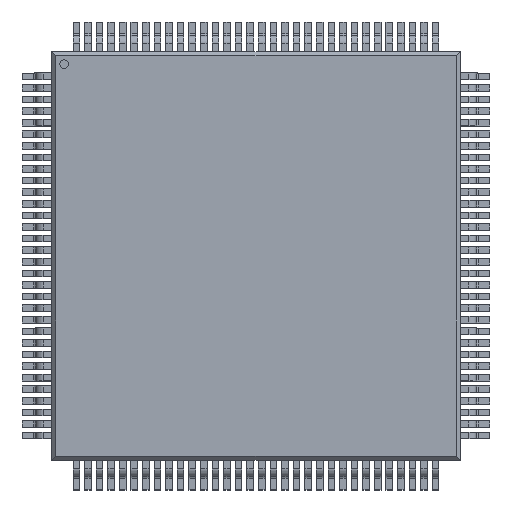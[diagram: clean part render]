
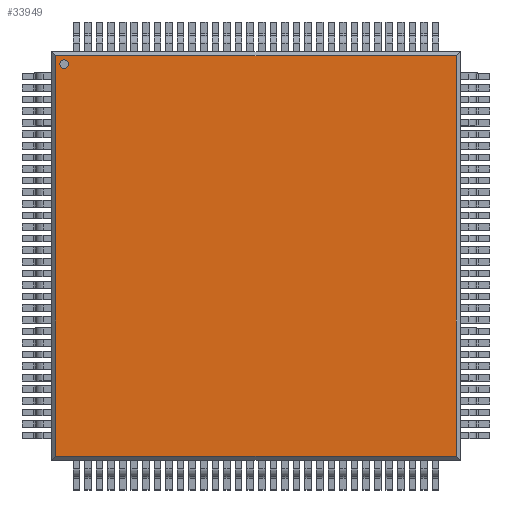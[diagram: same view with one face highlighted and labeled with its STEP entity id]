
A CAD part, top view. The second image highlights one B-rep face of the part: STEP entity #33949.
In plain terms, the highlighted planar face has unit normal (0, 0, 1).
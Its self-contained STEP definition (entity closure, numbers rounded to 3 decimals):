
#78=FACE_BOUND('',#5106,.T.);
#1169=CIRCLE('',#36650,0.15);
#3360=FACE_OUTER_BOUND('',#5105,.T.);
#5105=EDGE_LOOP('',(#29155,#29156,#29157,#29158));
#5106=EDGE_LOOP('',(#29159));
#8772=LINE('',#55075,#12389);
#8777=LINE('',#55085,#12394);
#8779=LINE('',#55089,#12396);
#8782=LINE('',#55094,#12399);
#12389=VECTOR('',#45657,1.);
#12394=VECTOR('',#45664,1.);
#12396=VECTOR('',#45668,1.);
#12399=VECTOR('',#45673,1.);
#15490=VERTEX_POINT('',#55068);
#15491=VERTEX_POINT('',#55073);
#15492=VERTEX_POINT('',#55074);
#15496=VERTEX_POINT('',#55084);
#15497=VERTEX_POINT('',#55088);
#20125=EDGE_CURVE('',#15490,#15490,#1169,.T.);
#20126=EDGE_CURVE('',#15491,#15492,#8772,.T.);
#20131=EDGE_CURVE('',#15492,#15496,#8777,.T.);
#20133=EDGE_CURVE('',#15497,#15491,#8779,.T.);
#20136=EDGE_CURVE('',#15496,#15497,#8782,.T.);
#29155=ORIENTED_EDGE('',*,*,#20126,.F.);
#29156=ORIENTED_EDGE('',*,*,#20133,.F.);
#29157=ORIENTED_EDGE('',*,*,#20136,.F.);
#29158=ORIENTED_EDGE('',*,*,#20131,.F.);
#29159=ORIENTED_EDGE('',*,*,#20125,.T.);
#30596=PLANE('',#36658);
#33949=ADVANCED_FACE('',(#3360,#78),#30596,.T.);
#36650=AXIS2_PLACEMENT_3D('',#55070,#45651,#45652);
#36658=AXIS2_PLACEMENT_3D('',#55106,#45684,#45685);
#45651=DIRECTION('center_axis',(0.,0.,-1.));
#45652=DIRECTION('ref_axis',(1.,0.,0.));
#45657=DIRECTION('',(0.,-1.,0.));
#45664=DIRECTION('',(-1.,0.,0.));
#45668=DIRECTION('',(1.,0.,0.));
#45673=DIRECTION('',(0.,1.,0.));
#45684=DIRECTION('center_axis',(0.,0.,1.));
#45685=DIRECTION('ref_axis',(1.,0.,0.));
#55068=CARTESIAN_POINT('',(-6.77,6.62,1.6));
#55070=CARTESIAN_POINT('Origin',(-6.62,6.62,1.6));
#55073=CARTESIAN_POINT('',(6.91,6.91,1.6));
#55074=CARTESIAN_POINT('',(6.91,-6.91,1.6));
#55075=CARTESIAN_POINT('',(6.91,0.,1.6));
#55084=CARTESIAN_POINT('',(-6.91,-6.91,1.6));
#55085=CARTESIAN_POINT('',(0.,-6.91,1.6));
#55088=CARTESIAN_POINT('',(-6.91,6.91,1.6));
#55089=CARTESIAN_POINT('',(0.,6.91,1.6));
#55094=CARTESIAN_POINT('',(-6.91,0.,1.6));
#55106=CARTESIAN_POINT('Origin',(0.,0.,1.6));
